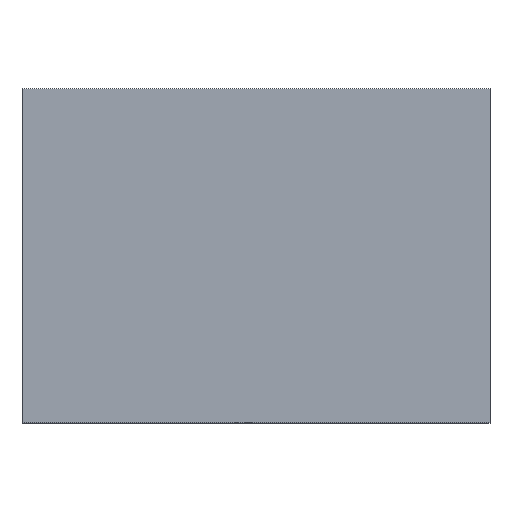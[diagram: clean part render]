
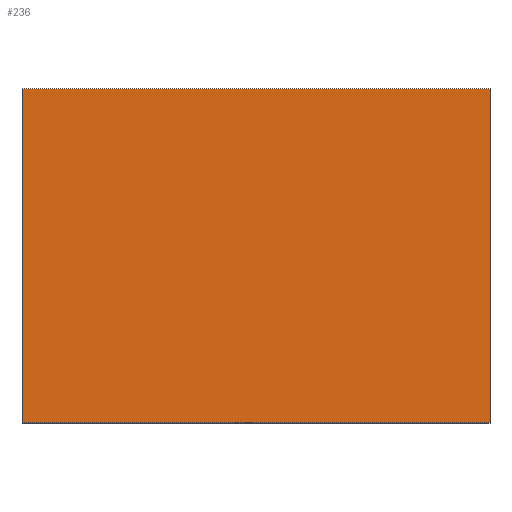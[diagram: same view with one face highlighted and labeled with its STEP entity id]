
A CAD part, top view. The second image highlights one B-rep face of the part: STEP entity #236.
In plain terms, the highlighted planar face has unit normal (0, 0, 1).
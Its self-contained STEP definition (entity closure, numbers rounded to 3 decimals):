
#43 = VERTEX_POINT('',#44);
#44 = CARTESIAN_POINT('',(3.5,-2.5,5.));
#50 = EDGE_CURVE('',#51,#43,#53,.T.);
#51 = VERTEX_POINT('',#52);
#52 = CARTESIAN_POINT('',(3.5,2.5,5.));
#53 = LINE('',#54,#55);
#54 = CARTESIAN_POINT('',(3.5,2.5,5.));
#55 = VECTOR('',#56,1.);
#56 = DIRECTION('',(0.,-1.,0.));
#129 = EDGE_CURVE('',#51,#130,#132,.T.);
#130 = VERTEX_POINT('',#131);
#131 = CARTESIAN_POINT('',(-3.5,2.5,5.));
#132 = LINE('',#133,#134);
#133 = CARTESIAN_POINT('',(3.5,2.5,5.));
#134 = VECTOR('',#135,1.);
#135 = DIRECTION('',(-1.,0.,0.));
#185 = EDGE_CURVE('',#43,#186,#188,.T.);
#186 = VERTEX_POINT('',#187);
#187 = CARTESIAN_POINT('',(-3.5,-2.5,5.));
#188 = LINE('',#189,#190);
#189 = CARTESIAN_POINT('',(3.5,-2.5,5.));
#190 = VECTOR('',#191,1.);
#191 = DIRECTION('',(-1.,0.,0.));
#236 = ADVANCED_FACE('',(#237),#248,.F.);
#237 = FACE_BOUND('',#238,.F.);
#238 = EDGE_LOOP('',(#239,#240,#241,#247));
#239 = ORIENTED_EDGE('',*,*,#50,.T.);
#240 = ORIENTED_EDGE('',*,*,#185,.T.);
#241 = ORIENTED_EDGE('',*,*,#242,.F.);
#242 = EDGE_CURVE('',#130,#186,#243,.T.);
#243 = LINE('',#244,#245);
#244 = CARTESIAN_POINT('',(-3.5,2.5,5.));
#245 = VECTOR('',#246,1.);
#246 = DIRECTION('',(0.,-1.,0.));
#247 = ORIENTED_EDGE('',*,*,#129,.F.);
#248 = PLANE('',#249);
#249 = AXIS2_PLACEMENT_3D('',#250,#251,#252);
#250 = CARTESIAN_POINT('',(3.5,2.5,5.));
#251 = DIRECTION('',(0.,0.,-1.));
#252 = DIRECTION('',(-1.,0.,0.));
